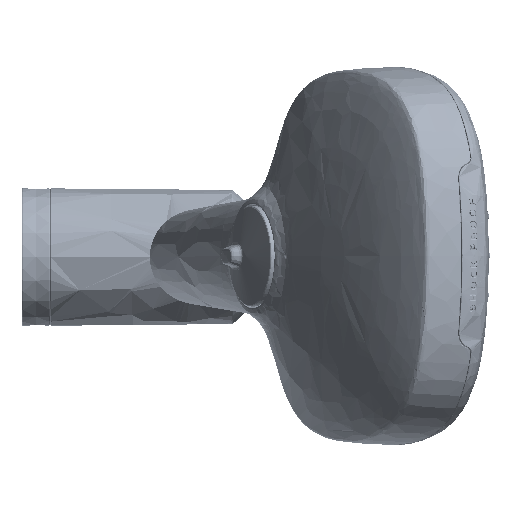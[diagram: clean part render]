
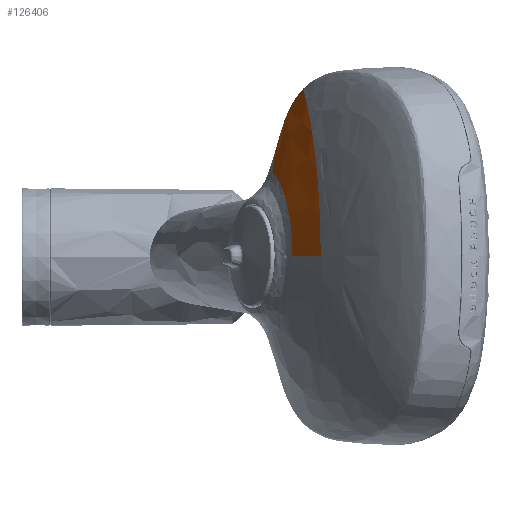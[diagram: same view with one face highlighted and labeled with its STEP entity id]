
A CAD part, top view. The second image highlights one B-rep face of the part: STEP entity #126406.
In plain terms, the highlighted free-form (B-spline) face has degree [4, 6] with [5, 7] control points.
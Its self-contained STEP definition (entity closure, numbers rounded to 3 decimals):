
#829=B_SPLINE_SURFACE_WITH_KNOTS('',4,6,((#196748,#196749,#196750,#196751,
#196752,#196753,#196754),(#196755,#196756,#196757,#196758,#196759,#196760,
#196761),(#196762,#196763,#196764,#196765,#196766,#196767,#196768),(#196769,
#196770,#196771,#196772,#196773,#196774,#196775),(#196776,#196777,#196778,
#196779,#196780,#196781,#196782)),.UNSPECIFIED.,.F.,.F.,.F.,(5,5),(7,7),
(0.013,1.),(0.,1.),.PIECEWISE_BEZIER_KNOTS.);
#18359=B_SPLINE_CURVE_WITH_KNOTS('',3,(#196559,#196560,#196561,#196562,
#196563,#196564,#196565),.UNSPECIFIED.,.F.,.F.,(4,1,1,1,4),(-1.,-0.75,-0.5,
-0.25,0.),.UNSPECIFIED.);
#18366=B_SPLINE_CURVE_WITH_KNOTS('',3,(#196783,#196784,#196785,#196786,
#196787),.UNSPECIFIED.,.F.,.F.,(4,1,4),(0.355,0.677,
1.),.UNSPECIFIED.);
#18367=B_SPLINE_CURVE_WITH_KNOTS('',3,(#196789,#196790,#196791,#196792,
#196793),.UNSPECIFIED.,.F.,.F.,(4,1,4),(-1.,-0.748,-0.496),
 .UNSPECIFIED.);
#18368=B_SPLINE_CURVE_WITH_KNOTS('',3,(#196795,#196796,#196797,#196798,
#196799),.UNSPECIFIED.,.F.,.F.,(4,1,4),(-0.496,-0.258,
-0.02),.UNSPECIFIED.);
#18369=B_SPLINE_CURVE_WITH_KNOTS('',3,(#196801,#196802,#196803,#196804,
#196805,#196806,#196807,#196808,#196809,#196810,#196811,#196812,#196813,
#196814,#196815,#196816,#196817,#196818,#196819,#196820,#196821,#196822,
#196823,#196824,#196825,#196826,#196827,#196828,#196829,#196830),
 .UNSPECIFIED.,.F.,.F.,(4,1,1,1,1,1,1,1,1,1,1,1,1,1,1,1,1,1,1,1,1,1,1,1,
1,1,1,4),(0.,0.164,0.246,0.328,0.348,
0.369,0.389,0.409,0.45,
0.491,0.573,0.655,0.819,
0.983,1.147,1.31,1.392,1.474,
1.495,1.515,1.556,1.638,1.802,
1.965,2.047,2.129,2.293,2.621),
 .UNSPECIFIED.);
#18370=B_SPLINE_CURVE_WITH_KNOTS('',3,(#196832,#196833,#196834,#196835),
 .UNSPECIFIED.,.F.,.F.,(4,4),(0.021,0.356),
 .UNSPECIFIED.);
#33557=ORIENTED_EDGE('',*,*,#70523,.T.);
#33558=ORIENTED_EDGE('',*,*,#70524,.T.);
#33559=ORIENTED_EDGE('',*,*,#70525,.T.);
#33560=ORIENTED_EDGE('',*,*,#70526,.T.);
#33561=ORIENTED_EDGE('',*,*,#70527,.T.);
#33562=ORIENTED_EDGE('',*,*,#70516,.F.);
#70516=EDGE_CURVE('',#89135,#89136,#18359,.T.);
#70523=EDGE_CURVE('',#89135,#89139,#18366,.T.);
#70524=EDGE_CURVE('',#89139,#89140,#18367,.T.);
#70525=EDGE_CURVE('',#89140,#89141,#18368,.T.);
#70526=EDGE_CURVE('',#89141,#89142,#18369,.T.);
#70527=EDGE_CURVE('',#89142,#89136,#18370,.T.);
#89135=VERTEX_POINT('',#196558);
#89136=VERTEX_POINT('',#196566);
#89139=VERTEX_POINT('',#196788);
#89140=VERTEX_POINT('',#196794);
#89141=VERTEX_POINT('',#196800);
#89142=VERTEX_POINT('',#196831);
#100483=EDGE_LOOP('',(#33557,#33558,#33559,#33560,#33561,#33562));
#110550=FACE_BOUND('',#100483,.T.);
#126406=ADVANCED_FACE('',(#110550),#829,.T.);
#196558=CARTESIAN_POINT('',(70.052,0.,176.188));
#196559=CARTESIAN_POINT('',(70.052,0.,176.188));
#196560=CARTESIAN_POINT('',(70.054,2.859,176.191));
#196561=CARTESIAN_POINT('',(69.733,8.573,175.209));
#196562=CARTESIAN_POINT('',(68.388,16.065,171.007));
#196563=CARTESIAN_POINT('',(66.469,21.565,164.573));
#196564=CARTESIAN_POINT('',(65.117,23.498,159.296));
#196565=CARTESIAN_POINT('',(64.504,23.974,156.524));
#196566=CARTESIAN_POINT('',(64.504,23.974,156.524));
#196748=CARTESIAN_POINT('',(65.383,31.241,142.141));
#196749=CARTESIAN_POINT('',(66.262,35.103,144.019));
#196750=CARTESIAN_POINT('',(67.196,38.822,146.026));
#196751=CARTESIAN_POINT('',(68.372,42.041,148.539));
#196752=CARTESIAN_POINT('',(69.793,44.726,151.556));
#196753=CARTESIAN_POINT('',(71.376,46.877,154.927));
#196754=CARTESIAN_POINT('',(73.245,48.695,158.912));
#196755=CARTESIAN_POINT('',(63.747,29.173,154.843));
#196756=CARTESIAN_POINT('',(65.129,31.979,157.634));
#196757=CARTESIAN_POINT('',(66.655,35.148,160.922));
#196758=CARTESIAN_POINT('',(68.498,37.512,164.668));
#196759=CARTESIAN_POINT('',(70.419,39.496,168.194));
#196760=CARTESIAN_POINT('',(72.572,40.928,172.34));
#196761=CARTESIAN_POINT('',(74.725,42.254,176.444));
#196762=CARTESIAN_POINT('',(64.611,19.66,162.93));
#196763=CARTESIAN_POINT('',(66.424,21.999,166.606));
#196764=CARTESIAN_POINT('',(68.41,24.434,170.324));
#196765=CARTESIAN_POINT('',(70.354,26.732,173.991));
#196766=CARTESIAN_POINT('',(72.439,28.681,178.067));
#196767=CARTESIAN_POINT('',(74.567,30.729,182.157));
#196768=CARTESIAN_POINT('',(77.063,32.317,186.807));
#196769=CARTESIAN_POINT('',(65.305,9.081,166.728));
#196770=CARTESIAN_POINT('',(67.545,10.257,171.268));
#196771=CARTESIAN_POINT('',(69.786,11.512,175.768));
#196772=CARTESIAN_POINT('',(72.007,12.705,180.063));
#196773=CARTESIAN_POINT('',(74.168,13.979,184.066));
#196774=CARTESIAN_POINT('',(76.249,15.091,187.879));
#196775=CARTESIAN_POINT('',(78.285,16.039,191.534));
#196776=CARTESIAN_POINT('',(65.305,0.,166.728));
#196777=CARTESIAN_POINT('',(67.545,0.,171.268));
#196778=CARTESIAN_POINT('',(69.786,0.,175.768));
#196779=CARTESIAN_POINT('',(72.007,0.,180.063));
#196780=CARTESIAN_POINT('',(74.168,0.,184.066));
#196781=CARTESIAN_POINT('',(76.249,0.,187.879));
#196782=CARTESIAN_POINT('',(78.285,0.,191.534));
#196783=CARTESIAN_POINT('',(70.052,0.,176.188));
#196784=CARTESIAN_POINT('',(71.478,0.,178.965));
#196785=CARTESIAN_POINT('',(74.291,0.,184.297));
#196786=CARTESIAN_POINT('',(76.971,0.,189.176));
#196787=CARTESIAN_POINT('',(78.285,0.,191.534));
#196788=CARTESIAN_POINT('',(78.285,0.,191.534));
#196789=CARTESIAN_POINT('',(78.285,0.,191.534));
#196790=CARTESIAN_POINT('',(78.285,5.461,191.534));
#196791=CARTESIAN_POINT('',(77.961,16.419,190.303));
#196792=CARTESIAN_POINT('',(77.08,26.015,186.346));
#196793=CARTESIAN_POINT('',(76.556,30.275,183.609));
#196794=CARTESIAN_POINT('',(76.556,30.275,183.609));
#196795=CARTESIAN_POINT('',(76.556,30.275,183.609));
#196796=CARTESIAN_POINT('',(76.061,34.291,181.03));
#196797=CARTESIAN_POINT('',(74.923,41.369,174.523));
#196798=CARTESIAN_POINT('',(73.773,46.399,165.031));
#196799=CARTESIAN_POINT('',(73.292,48.493,159.458));
#196800=CARTESIAN_POINT('',(73.292,48.493,159.458));
#196801=CARTESIAN_POINT('',(73.292,48.493,159.458));
#196802=CARTESIAN_POINT('',(73.093,48.307,159.028));
#196803=CARTESIAN_POINT('',(72.779,47.999,158.349));
#196804=CARTESIAN_POINT('',(72.334,47.525,157.391));
#196805=CARTESIAN_POINT('',(72.071,47.229,156.826));
#196806=CARTESIAN_POINT('',(71.897,47.025,156.452));
#196807=CARTESIAN_POINT('',(71.801,46.909,156.244));
#196808=CARTESIAN_POINT('',(71.739,46.834,156.111));
#196809=CARTESIAN_POINT('',(71.659,46.738,155.941));
#196810=CARTESIAN_POINT('',(71.553,46.606,155.714));
#196811=CARTESIAN_POINT('',(71.375,46.38,155.33));
#196812=CARTESIAN_POINT('',(71.132,46.061,154.809));
#196813=CARTESIAN_POINT('',(70.709,45.475,153.902));
#196814=CARTESIAN_POINT('',(70.099,44.547,152.595));
#196815=CARTESIAN_POINT('',(69.48,43.467,151.269));
#196816=CARTESIAN_POINT('',(68.94,42.413,150.115));
#196817=CARTESIAN_POINT('',(68.554,41.575,149.292));
#196818=CARTESIAN_POINT('',(68.283,40.945,148.714));
#196819=CARTESIAN_POINT('',(68.136,40.59,148.403));
#196820=CARTESIAN_POINT('',(68.053,40.383,148.226));
#196821=CARTESIAN_POINT('',(67.976,40.191,148.064));
#196822=CARTESIAN_POINT('',(67.847,39.86,147.79));
#196823=CARTESIAN_POINT('',(67.588,39.175,147.245));
#196824=CARTESIAN_POINT('',(67.228,38.145,146.488));
#196825=CARTESIAN_POINT('',(66.885,37.069,145.773));
#196826=CARTESIAN_POINT('',(66.605,36.127,145.193));
#196827=CARTESIAN_POINT('',(66.375,35.321,144.718));
#196828=CARTESIAN_POINT('',(65.954,33.766,143.852));
#196829=CARTESIAN_POINT('',(65.584,32.253,143.101));
#196830=CARTESIAN_POINT('',(65.327,31.165,142.584));
#196831=CARTESIAN_POINT('',(65.327,31.165,142.584));
#196832=CARTESIAN_POINT('',(65.327,31.165,142.584));
#196833=CARTESIAN_POINT('',(64.617,30.142,148.273));
#196834=CARTESIAN_POINT('',(64.461,27.449,152.901));
#196835=CARTESIAN_POINT('',(64.504,23.974,156.524));
